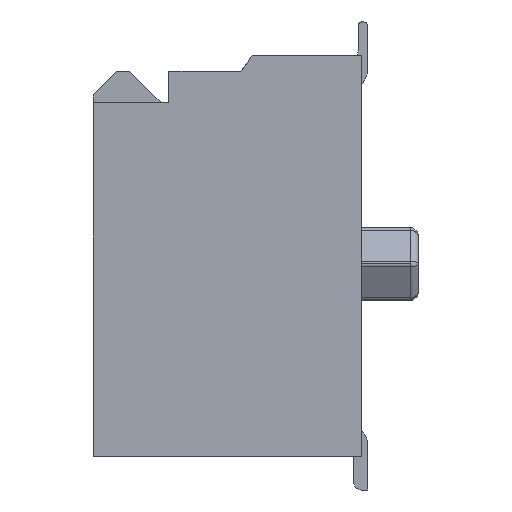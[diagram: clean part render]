
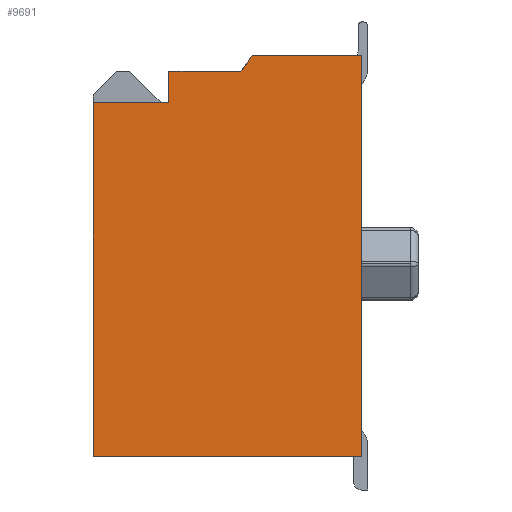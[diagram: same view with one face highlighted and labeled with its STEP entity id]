
A CAD part, left-side view. The second image highlights one B-rep face of the part: STEP entity #9691.
In plain terms, the highlighted planar face has unit normal (-1, 0, 0).
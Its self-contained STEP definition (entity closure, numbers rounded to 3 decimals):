
#1497=DIRECTION('',(0.,1.,0.));
#1498=VECTOR('',#1497,5.15);
#1499=CARTESIAN_POINT('',(-5.5,0.,-7.7));
#1500=LINE('',#1499,#1498);
#1682=DIRECTION('',(0.,0.,-1.));
#1683=VECTOR('',#1682,7.7);
#1684=CARTESIAN_POINT('',(-5.5,0.,0.));
#1685=LINE('',#1684,#1683);
#1739=DIRECTION('',(0.,0.,-1.));
#1740=VECTOR('',#1739,0.6);
#1741=CARTESIAN_POINT('',(-5.5,3.7,-0.3));
#1742=LINE('',#1741,#1740);
#1743=DIRECTION('',(0.,0.585,-0.811));
#1744=VECTOR('',#1743,0.37);
#1745=CARTESIAN_POINT('',(-5.5,2.1,0.));
#1746=LINE('',#1745,#1744);
#1747=DIRECTION('',(0.,1.,0.));
#1748=VECTOR('',#1747,2.1);
#1749=CARTESIAN_POINT('',(-5.5,0.,0.));
#1750=LINE('',#1749,#1748);
#1751=DIRECTION('',(0.,0.,-1.));
#1752=VECTOR('',#1751,6.8);
#1753=CARTESIAN_POINT('',(-5.5,5.15,-0.9));
#1754=LINE('',#1753,#1752);
#1763=DIRECTION('',(0.,-1.,0.));
#1764=VECTOR('',#1763,1.45);
#1765=CARTESIAN_POINT('',(-5.5,5.15,-0.9));
#1766=LINE('',#1765,#1764);
#2620=DIRECTION('',(0.,-1.,0.));
#2621=VECTOR('',#2620,1.383);
#2622=CARTESIAN_POINT('',(-5.5,3.7,-0.3));
#2623=LINE('',#2622,#2621);
#5710=CARTESIAN_POINT('',(-5.5,0.,-7.7));
#5712=VERTEX_POINT('',#5710);
#5781=CARTESIAN_POINT('',(-5.5,0.,0.));
#5782=VERTEX_POINT('',#5781);
#5831=CARTESIAN_POINT('',(-5.5,5.15,-0.9));
#5833=VERTEX_POINT('',#5831);
#6117=CARTESIAN_POINT('',(-5.5,3.7,-0.3));
#6118=CARTESIAN_POINT('',(-5.5,3.7,-0.9));
#6119=VERTEX_POINT('',#6117);
#6120=VERTEX_POINT('',#6118);
#6219=CARTESIAN_POINT('',(-5.5,5.15,-7.7));
#6220=VERTEX_POINT('',#6219);
#6379=CARTESIAN_POINT('',(-5.5,2.317,-0.3));
#6380=VERTEX_POINT('',#6379);
#6451=CARTESIAN_POINT('',(-5.5,2.1,0.));
#6452=VERTEX_POINT('',#6451);
#9670=CARTESIAN_POINT('',(-5.5,0.,-7.7));
#9671=DIRECTION('',(-1.,0.,0.));
#9672=DIRECTION('',(0.,0.,1.));
#9673=AXIS2_PLACEMENT_3D('',#9670,#9671,#9672);
#9674=PLANE('',#9673);
#9676=ORIENTED_EDGE('',*,*,#9675,.T.);
#9678=ORIENTED_EDGE('',*,*,#9677,.F.);
#9680=ORIENTED_EDGE('',*,*,#9679,.T.);
#9682=ORIENTED_EDGE('',*,*,#9681,.F.);
#9684=ORIENTED_EDGE('',*,*,#9683,.F.);
#9685=ORIENTED_EDGE('',*,*,#9639,.T.);
#9686=ORIENTED_EDGE('',*,*,#9422,.T.);
#9688=ORIENTED_EDGE('',*,*,#9687,.F.);
#9689=EDGE_LOOP('',(#9676,#9678,#9680,#9682,#9684,#9685,#9686,#9688));
#9690=FACE_OUTER_BOUND('',#9689,.F.);
#9691=ADVANCED_FACE('',(#9690),#9674,.T.);
#9422=EDGE_CURVE('',#5712,#6220,#1500,.T.);
#9639=EDGE_CURVE('',#5782,#5712,#1685,.T.);
#9675=EDGE_CURVE('',#5833,#6120,#1766,.T.);
#9677=EDGE_CURVE('',#6119,#6120,#1742,.T.);
#9679=EDGE_CURVE('',#6119,#6380,#2623,.T.);
#9681=EDGE_CURVE('',#6452,#6380,#1746,.T.);
#9683=EDGE_CURVE('',#5782,#6452,#1750,.T.);
#9687=EDGE_CURVE('',#5833,#6220,#1754,.T.);
